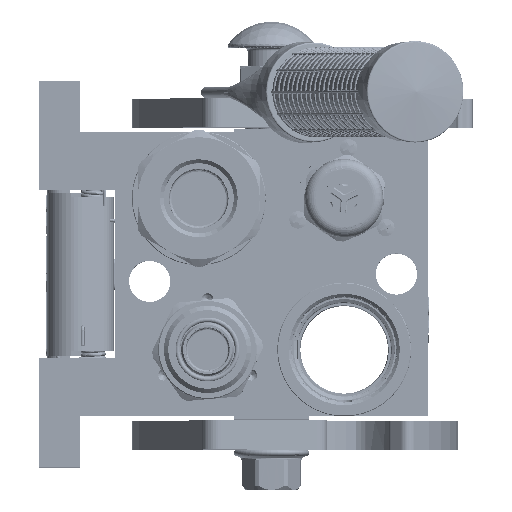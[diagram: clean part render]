
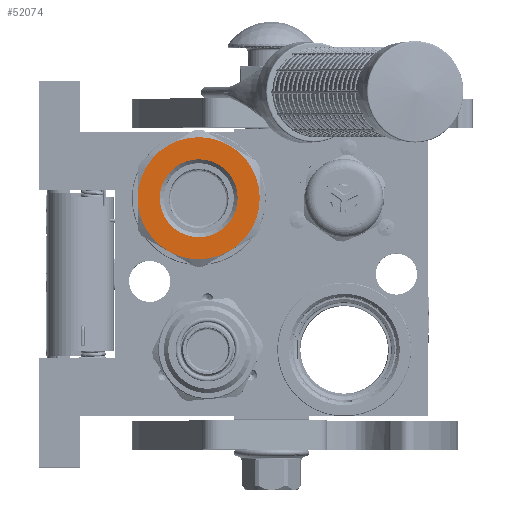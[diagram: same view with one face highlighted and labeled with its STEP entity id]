
A CAD part, top view. The second image highlights one B-rep face of the part: STEP entity #52074.
In plain terms, the highlighted face is planar.
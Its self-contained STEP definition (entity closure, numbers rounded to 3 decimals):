
#815 = CIRCLE ( 'NONE', #210971, 21. ) ;
#906 = EDGE_CURVE ( 'NONE', #50011, #62144, #68752, .T. ) ;
#3731 = DIRECTION ( 'NONE',  ( -1., 0., 0. ) ) ;
#3922 = EDGE_LOOP ( 'NONE', ( #232589, #56585 ) ) ;
#8741 = ORIENTED_EDGE ( 'NONE', *, *, #14673, .T. ) ;
#11713 = VERTEX_POINT ( 'NONE', #31125 ) ;
#13665 = AXIS2_PLACEMENT_3D ( 'NONE', #80664, #23964, #172298 ) ;
#14597 = EDGE_CURVE ( 'NONE', #222084, #129125, #164354, .T. ) ;
#14673 = EDGE_CURVE ( 'NONE', #117033, #11713, #167193, .T. ) ;
#20776 = CARTESIAN_POINT ( 'NONE',  ( 100.6, 0., 0. ) ) ;
#23964 = DIRECTION ( 'NONE',  ( 1., 0., 0. ) ) ;
#28666 = DIRECTION ( 'NONE',  ( 1., 0., 0. ) ) ;
#29230 = DIRECTION ( 'NONE',  ( 1., 0., 0. ) ) ;
#31125 = CARTESIAN_POINT ( 'NONE',  ( 100.6, 0., 21. ) ) ;
#36096 = ORIENTED_EDGE ( 'NONE', *, *, #906, .T. ) ;
#48000 = CARTESIAN_POINT ( 'NONE',  ( 100.6, -13.4, 0. ) ) ;
#50011 = VERTEX_POINT ( 'NONE', #117211 ) ;
#52074 = ADVANCED_FACE ( 'NONE', ( #82207, #53389 ), #67701, .F. ) ;
#53389 = FACE_BOUND ( 'NONE', #3922, .T. ) ;
#53450 = CIRCLE ( 'NONE', #139222, 13.4 ) ;
#56009 = DIRECTION ( 'NONE',  ( 0., 0.5, 0.866 ) ) ;
#56585 = ORIENTED_EDGE ( 'NONE', *, *, #14597, .T. ) ;
#57577 = CARTESIAN_POINT ( 'NONE',  ( 100.6, 0., 0. ) ) ;
#60203 = CARTESIAN_POINT ( 'NONE',  ( 100.6, 0., 0. ) ) ;
#62144 = VERTEX_POINT ( 'NONE', #222116 ) ;
#65948 = CARTESIAN_POINT ( 'NONE',  ( 100.6, 0., 0. ) ) ;
#67701 = PLANE ( 'NONE',  #144756 ) ;
#68083 = DIRECTION ( 'NONE',  ( 0., -1., 0. ) ) ;
#68752 = CIRCLE ( 'NONE', #125562, 21. ) ;
#68979 = EDGE_CURVE ( 'NONE', #162344, #116713, #815, .T. ) ;
#73824 = DIRECTION ( 'NONE',  ( -1., 0., 0. ) ) ;
#76108 = EDGE_CURVE ( 'NONE', #11713, #218158, #193106, .T. ) ;
#79148 = DIRECTION ( 'NONE',  ( -1., 0., 0. ) ) ;
#80664 = CARTESIAN_POINT ( 'NONE',  ( 100.6, 0., 0. ) ) ;
#81769 = CARTESIAN_POINT ( 'NONE',  ( 100.6, 0., 0. ) ) ;
#82207 = FACE_OUTER_BOUND ( 'NONE', #223810, .T. ) ;
#86043 = AXIS2_PLACEMENT_3D ( 'NONE', #214710, #233408, #140752 ) ;
#86257 = ORIENTED_EDGE ( 'NONE', *, *, #68979, .F. ) ;
#87990 = CIRCLE ( 'NONE', #211577, 21. ) ;
#96955 = CIRCLE ( 'NONE', #142670, 21. ) ;
#99008 = DIRECTION ( 'NONE',  ( -1., 0., 0. ) ) ;
#100145 = ORIENTED_EDGE ( 'NONE', *, *, #136010, .T. ) ;
#100364 = CARTESIAN_POINT ( 'NONE',  ( 100.6, 10.5, 18.187 ) ) ;
#100391 = DIRECTION ( 'NONE',  ( 0., -0.5, -0.866 ) ) ;
#104150 = CARTESIAN_POINT ( 'NONE',  ( 100.6, 0., 0. ) ) ;
#105343 = CARTESIAN_POINT ( 'NONE',  ( 100.6, 0., 0. ) ) ;
#106705 = ORIENTED_EDGE ( 'NONE', *, *, #171756, .T. ) ;
#114733 = CIRCLE ( 'NONE', #169805, 21. ) ;
#116713 = VERTEX_POINT ( 'NONE', #124862 ) ;
#117033 = VERTEX_POINT ( 'NONE', #100364 ) ;
#117145 = CARTESIAN_POINT ( 'NONE',  ( 100.6, 13.4, 0. ) ) ;
#117211 = CARTESIAN_POINT ( 'NONE',  ( 100.6, -21., 0. ) ) ;
#119305 = DIRECTION ( 'NONE',  ( 0., -1., 0. ) ) ;
#124862 = CARTESIAN_POINT ( 'NONE',  ( 100.6, 10.5, -18.187 ) ) ;
#125562 = AXIS2_PLACEMENT_3D ( 'NONE', #105343, #29230, #68083 ) ;
#129125 = VERTEX_POINT ( 'NONE', #48000 ) ;
#132622 = DIRECTION ( 'NONE',  ( 0., 1., 0. ) ) ;
#134286 = DIRECTION ( 'NONE',  ( 0., 1., 0. ) ) ;
#136010 = EDGE_CURVE ( 'NONE', #62144, #116713, #96955, .T. ) ;
#139222 = AXIS2_PLACEMENT_3D ( 'NONE', #60203, #99008, #119305 ) ;
#140752 = DIRECTION ( 'NONE',  ( 0., 0.5, 0.866 ) ) ;
#142670 = AXIS2_PLACEMENT_3D ( 'NONE', #81769, #211677, #100391 ) ;
#144756 = AXIS2_PLACEMENT_3D ( 'NONE', #104150, #234082, #235657 ) ;
#151816 = AXIS2_PLACEMENT_3D ( 'NONE', #20776, #3731, #132622 ) ;
#162344 = VERTEX_POINT ( 'NONE', #168377 ) ;
#164354 = CIRCLE ( 'NONE', #151816, 13.4 ) ;
#165096 = ORIENTED_EDGE ( 'NONE', *, *, #218175, .F. ) ;
#167193 = CIRCLE ( 'NONE', #13665, 21. ) ;
#168377 = CARTESIAN_POINT ( 'NONE',  ( 100.6, 21., 0. ) ) ;
#169805 = AXIS2_PLACEMENT_3D ( 'NONE', #65948, #28666, #194963 ) ;
#171606 = CARTESIAN_POINT ( 'NONE',  ( 100.6, 0., 0. ) ) ;
#171756 = EDGE_CURVE ( 'NONE', #218158, #50011, #114733, .T. ) ;
#172298 = DIRECTION ( 'NONE',  ( 0., 0.5, 0.866 ) ) ;
#184967 = EDGE_CURVE ( 'NONE', #129125, #222084, #53450, .T. ) ;
#186591 = CARTESIAN_POINT ( 'NONE',  ( 100.6, -10.5, 18.187 ) ) ;
#193106 = CIRCLE ( 'NONE', #86043, 21. ) ;
#194963 = DIRECTION ( 'NONE',  ( 0., -0.5, 0.866 ) ) ;
#210971 = AXIS2_PLACEMENT_3D ( 'NONE', #171606, #79148, #134286 ) ;
#211577 = AXIS2_PLACEMENT_3D ( 'NONE', #57577, #73824, #56009 ) ;
#211677 = DIRECTION ( 'NONE',  ( 1., 0., 0. ) ) ;
#212868 = ORIENTED_EDGE ( 'NONE', *, *, #76108, .T. ) ;
#214710 = CARTESIAN_POINT ( 'NONE',  ( 100.6, 0., 0. ) ) ;
#218158 = VERTEX_POINT ( 'NONE', #186591 ) ;
#218175 = EDGE_CURVE ( 'NONE', #117033, #162344, #87990, .T. ) ;
#222084 = VERTEX_POINT ( 'NONE', #117145 ) ;
#222116 = CARTESIAN_POINT ( 'NONE',  ( 100.6, -10.5, -18.187 ) ) ;
#223810 = EDGE_LOOP ( 'NONE', ( #106705, #36096, #100145, #86257, #165096, #8741, #212868 ) ) ;
#232589 = ORIENTED_EDGE ( 'NONE', *, *, #184967, .T. ) ;
#233408 = DIRECTION ( 'NONE',  ( 1., 0., 0. ) ) ;
#234082 = DIRECTION ( 'NONE',  ( -1., 0., 0. ) ) ;
#235657 = DIRECTION ( 'NONE',  ( 0., 0., 1. ) ) ;
